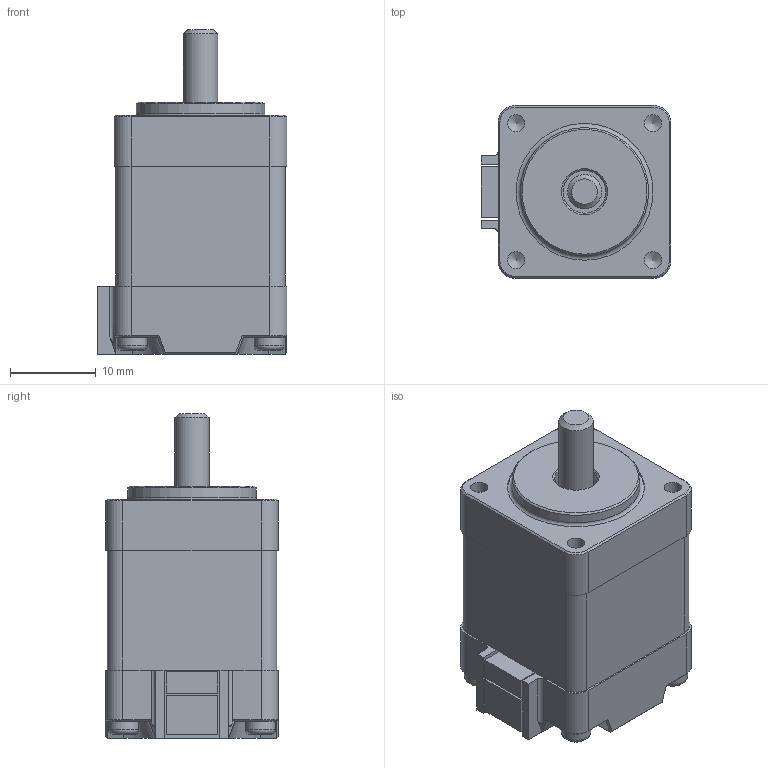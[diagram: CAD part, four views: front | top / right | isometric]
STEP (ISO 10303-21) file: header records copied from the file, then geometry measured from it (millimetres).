
FILE_DESCRIPTION(/* description */ (''),/* implementation_level */ '2;1');
FILE_NAME(/* name */ 'stepper_nema9_30mm.stp',/* time_stamp */ '2019-04-27T21:03:42+02:00',/* author */ ('Florin'),/* organization */ (''),/* preprocessor_version */ 'ST-DEVELOPER v16.5',/* originating_system */ 'Autodesk Inventor 2017',/* authorisation */ '');
FILE_SCHEMA (('AUTOMOTIVE_DESIGN { 1 0 10303 214 3 1 1 }'));
Length unit declared in the file: millimetre
Products named in the file (1): stepper_nema9_30mm
Bounding box: 22.2 x 20.2 x 38 mm (x, y, z)
Volume: 11105.9 mm3; surface area: 3983.3 mm2
Topology: 1 solids, 5 shells, 207 faces, 495 edges, 314 vertices
Faces by surface type: plane 147, cylinder 31, cone 24, torus 5
Full cylindrical faces by diameter (mm): 2.013 x8, 3.5 x4, 4 x1, 5 x2, 15 x1, 16 x1
Entity records: 5766 total; most frequent: CARTESIAN_POINT 959, DIRECTION 951, ORIENTED_EDGE 898, EDGE_CURVE 449, LINE 363, VECTOR 363, VERTEX_POINT 302, AXIS2_PLACEMENT_3D 294
